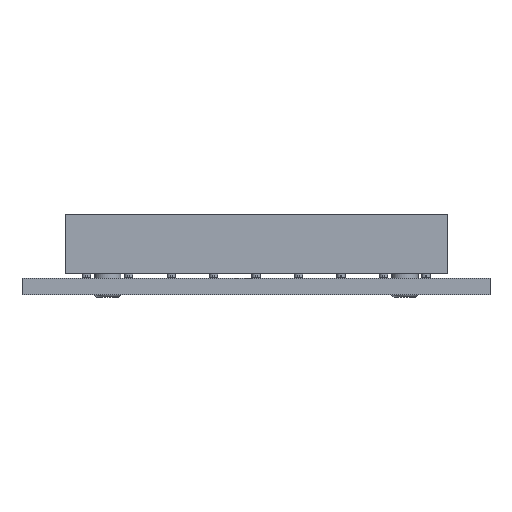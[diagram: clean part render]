
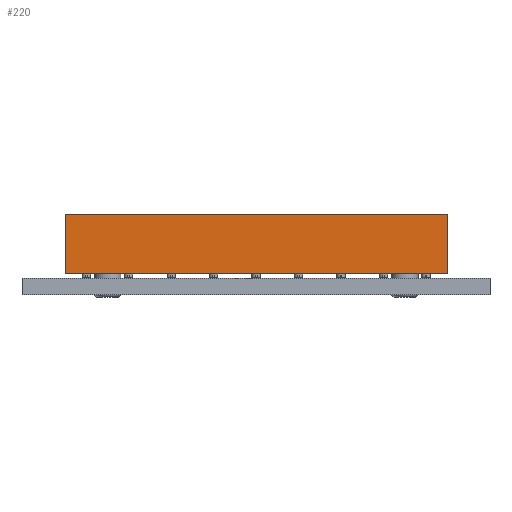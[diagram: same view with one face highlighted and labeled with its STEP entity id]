
A CAD part, front view. The second image highlights one B-rep face of the part: STEP entity #220.
In plain terms, the highlighted face is planar.
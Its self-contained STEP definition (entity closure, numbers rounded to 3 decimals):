
#77 = VERTEX_POINT('',#78);
#78 = CARTESIAN_POINT('',(-1.27,0.,2.54));
#84 = EDGE_CURVE('',#85,#77,#87,.T.);
#85 = VERTEX_POINT('',#86);
#86 = CARTESIAN_POINT('',(21.59,0.,2.54));
#87 = LINE('',#88,#89);
#88 = CARTESIAN_POINT('',(21.59,0.,2.54));
#89 = VECTOR('',#90,1.);
#90 = DIRECTION('',(-1.,0.,0.));
#179 = EDGE_CURVE('',#85,#180,#182,.T.);
#180 = VERTEX_POINT('',#181);
#181 = CARTESIAN_POINT('',(21.59,3.55,2.54));
#182 = LINE('',#183,#184);
#183 = CARTESIAN_POINT('',(21.59,0.,2.54));
#184 = VECTOR('',#185,1.);
#185 = DIRECTION('',(0.,1.,0.));
#220 = ADVANCED_FACE('',(#221),#239,.T.);
#221 = FACE_BOUND('',#222,.F.);
#222 = EDGE_LOOP('',(#223,#231,#232,#233));
#223 = ORIENTED_EDGE('',*,*,#224,.T.);
#224 = EDGE_CURVE('',#225,#180,#227,.T.);
#225 = VERTEX_POINT('',#226);
#226 = CARTESIAN_POINT('',(-1.27,3.55,2.54));
#227 = LINE('',#228,#229);
#228 = CARTESIAN_POINT('',(-1.27,3.55,2.54));
#229 = VECTOR('',#230,1.);
#230 = DIRECTION('',(1.,0.,0.));
#231 = ORIENTED_EDGE('',*,*,#179,.F.);
#232 = ORIENTED_EDGE('',*,*,#84,.T.);
#233 = ORIENTED_EDGE('',*,*,#234,.T.);
#234 = EDGE_CURVE('',#77,#225,#235,.T.);
#235 = LINE('',#236,#237);
#236 = CARTESIAN_POINT('',(-1.27,0.,2.54));
#237 = VECTOR('',#238,1.);
#238 = DIRECTION('',(0.,1.,0.));
#239 = PLANE('',#240);
#240 = AXIS2_PLACEMENT_3D('',#241,#242,#243);
#241 = CARTESIAN_POINT('',(-1.27,0.,2.54));
#242 = DIRECTION('',(0.,0.,1.));
#243 = DIRECTION('',(1.,0.,0.));
